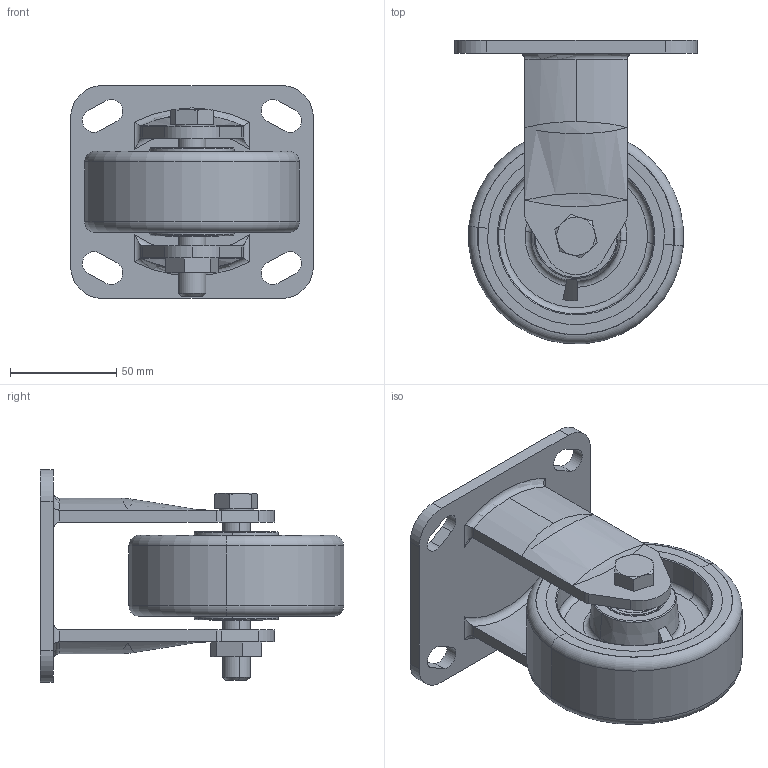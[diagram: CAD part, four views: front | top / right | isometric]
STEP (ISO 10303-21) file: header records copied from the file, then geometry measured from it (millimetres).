
FILE_DESCRIPTION (( 'STEP AP203' ), '1' );
FILE_NAME ('R4457.STEP', '2020-02-24T05:33:36', ( '' ), ( '' ), 'SwSTEP 2.0', 'SolidWorks 2013', '' );
FILE_SCHEMA (( 'CONFIG_CONTROL_DESIGN' ));
Length unit declared in the file: millimetre
Products named in the file (1): R4457
Bounding box: 114 x 142.42 x 100 mm (x, y, z)
Surface area: 85139.9 mm2 (no closed solid volume)
Topology: 0 solids, 10 shells, 294 faces, 1040 edges, 728 vertices
Faces by surface type: plane 139, bspline 52, cylinder 49, torus 41, cone 13
Entity records: 15469 total; most frequent: CARTESIAN_POINT 7056, ORIENTED_EDGE 1641, DIRECTION 1530, EDGE_CURVE 1030, VERTEX_POINT 728, VECTOR 640, LINE 640, AXIS2_PLACEMENT_3D 445
